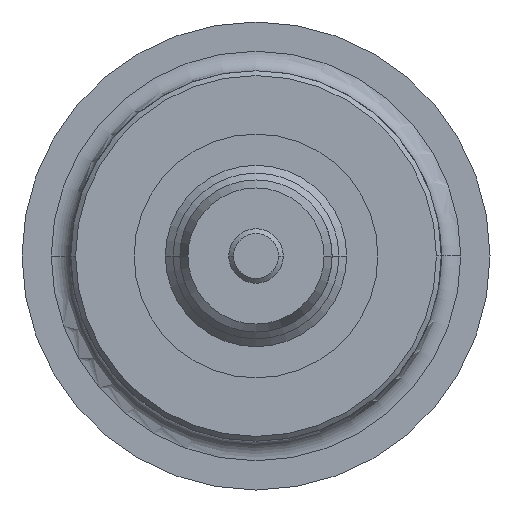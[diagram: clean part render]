
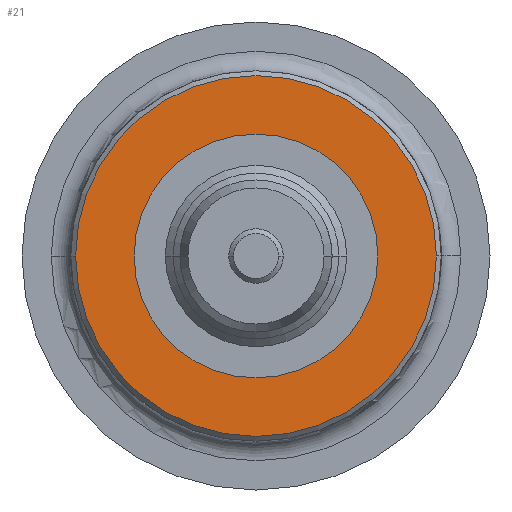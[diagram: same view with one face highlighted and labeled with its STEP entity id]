
A CAD part, front view. The second image highlights one B-rep face of the part: STEP entity #21.
In plain terms, the highlighted planar face has unit normal (0, -1, 0).
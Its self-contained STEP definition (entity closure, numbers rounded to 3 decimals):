
#13 = EDGE_LOOP ( 'NONE', ( #2757, #1904 ) ) ;
#21 = ADVANCED_FACE ( 'NONE', ( #783, #784 ), #785, .F. ) ;
#153 = VERTEX_POINT ( 'NONE', #2485 ) ;
#175 = VERTEX_POINT ( 'NONE', #2564 ) ;
#190 = EDGE_CURVE ( 'NONE', #175, #153, #2657, .T. ) ;
#523 = ORIENTED_EDGE ( 'NONE', *, *, #2276, .T. ) ;
#783 = FACE_BOUND ( 'NONE', #13, .T. ) ;
#784 = FACE_OUTER_BOUND ( 'NONE', #1674, .T. ) ;
#785 = PLANE ( 'NONE',  #786 ) ;
#786 = AXIS2_PLACEMENT_3D ( 'NONE', #787, #788, #789 ) ;
#787 = CARTESIAN_POINT ( 'NONE',  ( 19., 174.5, 0. ) ) ;
#788 = DIRECTION ( 'NONE',  ( 0., 1., 0. ) ) ;
#789 = DIRECTION ( 'NONE',  ( -1., 0., 0. ) ) ;
#794 = EDGE_CURVE ( 'NONE', #1849, #2063, #2352, .T. ) ;
#1132 = CARTESIAN_POINT ( 'NONE',  ( -18.5, 174.5, 0. ) ) ;
#1177 = ORIENTED_EDGE ( 'NONE', *, *, #794, .T. ) ;
#1301 = CARTESIAN_POINT ( 'NONE',  ( 18.5, 174.5, 0. ) ) ;
#1527 = CIRCLE ( 'NONE', #1528, 18.5 ) ;
#1528 = AXIS2_PLACEMENT_3D ( 'NONE', #1529, #1530, #1531 ) ;
#1529 = CARTESIAN_POINT ( 'NONE',  ( 0., 174.5, 0. ) ) ;
#1530 = DIRECTION ( 'NONE',  ( 0., -1., 0. ) ) ;
#1531 = DIRECTION ( 'NONE',  ( -1., 0., 0. ) ) ;
#1648 = CIRCLE ( 'NONE', #1649, 11. ) ;
#1649 = AXIS2_PLACEMENT_3D ( 'NONE', #1650, #1651, #1652 ) ;
#1650 = CARTESIAN_POINT ( 'NONE',  ( 0., 174.5, 0. ) ) ;
#1651 = DIRECTION ( 'NONE',  ( 0., 1., 0. ) ) ;
#1652 = DIRECTION ( 'NONE',  ( -1., 0., 0. ) ) ;
#1674 = EDGE_LOOP ( 'NONE', ( #1177, #523 ) ) ;
#1849 = VERTEX_POINT ( 'NONE', #1132 ) ;
#1904 = ORIENTED_EDGE ( 'NONE', *, *, #190, .T. ) ;
#2063 = VERTEX_POINT ( 'NONE', #1301 ) ;
#2276 = EDGE_CURVE ( 'NONE', #2063, #1849, #1527, .T. ) ;
#2352 = CIRCLE ( 'NONE', #2353, 18.5 ) ;
#2353 = AXIS2_PLACEMENT_3D ( 'NONE', #2354, #2355, #2356 ) ;
#2354 = CARTESIAN_POINT ( 'NONE',  ( 0., 174.5, 0. ) ) ;
#2355 = DIRECTION ( 'NONE',  ( 0., -1., 0. ) ) ;
#2356 = DIRECTION ( 'NONE',  ( -1., 0., 0. ) ) ;
#2401 = EDGE_CURVE ( 'NONE', #153, #175, #1648, .T. ) ;
#2485 = CARTESIAN_POINT ( 'NONE',  ( -11., 174.5, 0. ) ) ;
#2564 = CARTESIAN_POINT ( 'NONE',  ( 11., 174.5, 0. ) ) ;
#2657 = CIRCLE ( 'NONE', #2658, 11. ) ;
#2658 = AXIS2_PLACEMENT_3D ( 'NONE', #2659, #2660, #2661 ) ;
#2659 = CARTESIAN_POINT ( 'NONE',  ( 0., 174.5, 0. ) ) ;
#2660 = DIRECTION ( 'NONE',  ( 0., 1., 0. ) ) ;
#2661 = DIRECTION ( 'NONE',  ( -1., 0., 0. ) ) ;
#2757 = ORIENTED_EDGE ( 'NONE', *, *, #2401, .T. ) ;
